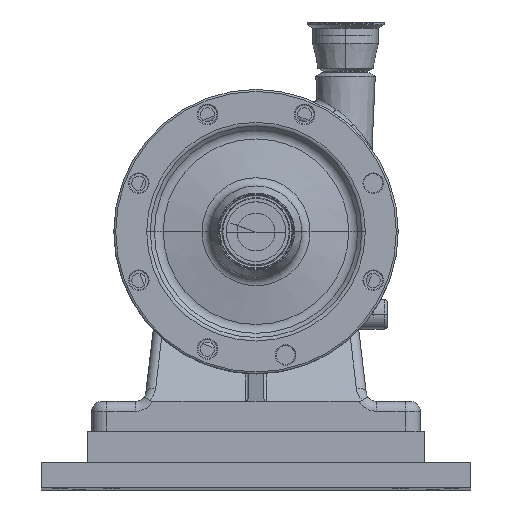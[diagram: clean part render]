
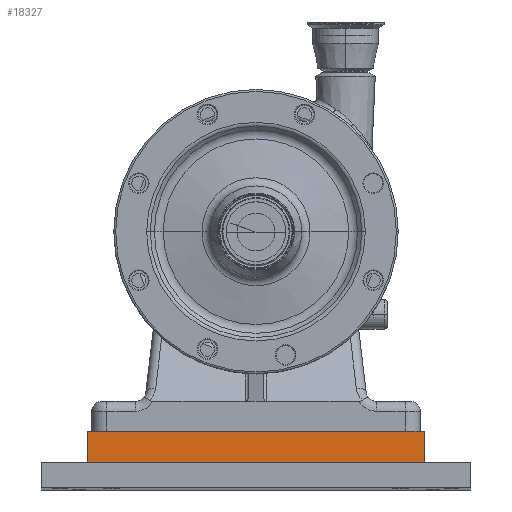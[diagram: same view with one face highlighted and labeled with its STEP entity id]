
A CAD part, top view. The second image highlights one B-rep face of the part: STEP entity #18327.
In plain terms, the highlighted face is planar.
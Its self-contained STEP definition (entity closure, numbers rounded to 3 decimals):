
#93 = LINE ( 'NONE', #5046, #12031 ) ;
#94 = DIRECTION ( 'NONE',  ( 0., -1., 0. ) ) ;
#1590 = VECTOR ( 'NONE', #3436, 1000. ) ;
#2404 = AXIS2_PLACEMENT_3D ( 'NONE', #25973, #16206, #23492 ) ;
#3436 = DIRECTION ( 'NONE',  ( 0., 0., 1. ) ) ;
#3604 = VERTEX_POINT ( 'NONE', #8419 ) ;
#4079 = VERTEX_POINT ( 'NONE', #5909 ) ;
#4623 = EDGE_CURVE ( 'NONE', #4079, #17635, #18151, .T. ) ;
#5046 = CARTESIAN_POINT ( 'NONE',  ( -194.437, 31.75, -169.037 ) ) ;
#5241 = ORIENTED_EDGE ( 'NONE', *, *, #20194, .F. ) ;
#5448 = CARTESIAN_POINT ( 'NONE',  ( -194.437, 0., 169.037 ) ) ;
#5909 = CARTESIAN_POINT ( 'NONE',  ( -194.437, 31.75, -169.037 ) ) ;
#7632 = DIRECTION ( 'NONE',  ( 0., 0., 1. ) ) ;
#7746 = VERTEX_POINT ( 'NONE', #11910 ) ;
#8419 = CARTESIAN_POINT ( 'NONE',  ( -194.437, 0., 169.037 ) ) ;
#8547 = LINE ( 'NONE', #5448, #1590 ) ;
#8644 = PLANE ( 'NONE',  #2404 ) ;
#11351 = ORIENTED_EDGE ( 'NONE', *, *, #24431, .T. ) ;
#11910 = CARTESIAN_POINT ( 'NONE',  ( -194.437, 0., -169.037 ) ) ;
#12031 = VECTOR ( 'NONE', #14752, 1000. ) ;
#14752 = DIRECTION ( 'NONE',  ( 0., -1., 0. ) ) ;
#14815 = EDGE_LOOP ( 'NONE', ( #11351, #5241, #28914, #24312 ) ) ;
#15575 = VECTOR ( 'NONE', #94, 1000. ) ;
#16206 = DIRECTION ( 'NONE',  ( 1., 0., 0. ) ) ;
#17635 = VERTEX_POINT ( 'NONE', #21789 ) ;
#18048 = CARTESIAN_POINT ( 'NONE',  ( -194.437, 31.75, 169.037 ) ) ;
#18151 = LINE ( 'NONE', #27601, #24261 ) ;
#18327 = ADVANCED_FACE ( 'NONE', ( #20981 ), #8644, .F. ) ;
#20194 = EDGE_CURVE ( 'NONE', #17635, #3604, #23006, .T. ) ;
#20981 = FACE_OUTER_BOUND ( 'NONE', #14815, .T. ) ;
#21789 = CARTESIAN_POINT ( 'NONE',  ( -194.437, 31.75, 169.037 ) ) ;
#22636 = EDGE_CURVE ( 'NONE', #4079, #7746, #93, .T. ) ;
#23006 = LINE ( 'NONE', #18048, #15575 ) ;
#23492 = DIRECTION ( 'NONE',  ( 0., 0., -1. ) ) ;
#24261 = VECTOR ( 'NONE', #7632, 1000. ) ;
#24312 = ORIENTED_EDGE ( 'NONE', *, *, #22636, .T. ) ;
#24431 = EDGE_CURVE ( 'NONE', #7746, #3604, #8547, .T. ) ;
#25973 = CARTESIAN_POINT ( 'NONE',  ( -194.437, 31.75, 169.037 ) ) ;
#27601 = CARTESIAN_POINT ( 'NONE',  ( -194.437, 31.75, 169.037 ) ) ;
#28914 = ORIENTED_EDGE ( 'NONE', *, *, #4623, .F. ) ;
